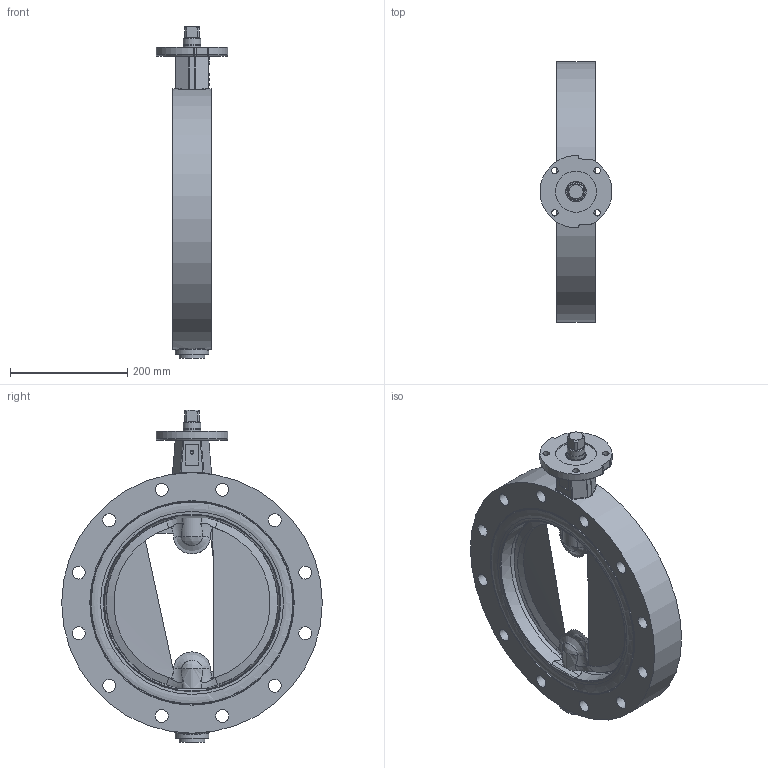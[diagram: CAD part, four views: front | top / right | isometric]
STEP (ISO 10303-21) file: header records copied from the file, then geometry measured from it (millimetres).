
FILE_DESCRIPTION((''),'2;1');
FILE_NAME('Z014-WN-DN300-PN10.stp','2009-01-13T14:13:35',('hellwig'),(''),'Autodesk Inventor 2008','Autodesk Inventor 2008','');
FILE_SCHEMA(('AUTOMOTIVE_DESIGN { 1 0 10303 214 1 1 1 1 }'));
Length unit declared in the file: millimetre
Products named in the file (1): Bauteil9
Bounding box: 122.55 x 445 x 566.85 mm (x, y, z)
Volume: 6412324.8 mm3; surface area: 559840.6 mm2
Topology: 4 solids, 12 shells, 644 faces, 1666 edges, 1066 vertices
Faces by surface type: plane 247, bspline 209, cylinder 126, cone 38, torus 20, sphere 4
Full cylindrical faces by diameter (mm): 5.5 x1, 22 x12, 25.5 x3, 26 x1, 30 x12, 30.1 x1, 35 x5, 36.4 x2, 38 x2, 44 x2, 45 x2, 58 x1, 70.1 x1, 314 x1, 346 x1, 349 x2, 445 x1
Entity records: 36246 total; most frequent: CARTESIAN_POINT 21718, ORIENTED_EDGE 3004, DIRECTION 2363, EDGE_CURVE 1502, VERTEX_POINT 1017, AXIS2_PLACEMENT_3D 850, EDGE_LOOP 848, VECTOR 663
